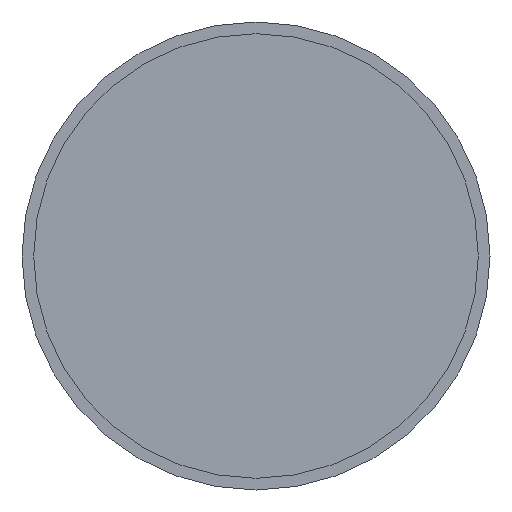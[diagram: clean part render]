
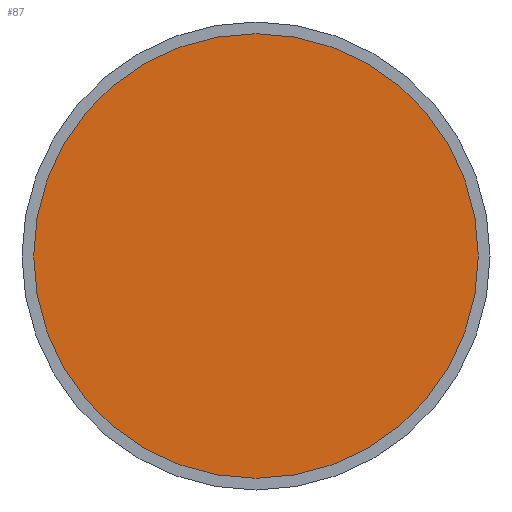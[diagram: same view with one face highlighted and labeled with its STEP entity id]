
A CAD part, front view. The second image highlights one B-rep face of the part: STEP entity #87.
In plain terms, the highlighted planar face has unit normal (0, -1, 0).
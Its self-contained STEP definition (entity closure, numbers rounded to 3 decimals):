
#87 = ADVANCED_FACE( '', ( #185 ), #186, .F. );
#185 = FACE_OUTER_BOUND( '', #317, .T. );
#186 = PLANE( '', #318 );
#317 = EDGE_LOOP( '', ( #465 ) );
#318 = AXIS2_PLACEMENT_3D( '', #466, #467, #468 );
#465 = ORIENTED_EDGE( '', *, *, #518, .T. );
#466 = CARTESIAN_POINT( '', ( 38., -3., 0. ) );
#467 = DIRECTION( '', ( 0., 1., 0. ) );
#468 = DIRECTION( '', ( 0., 0., 1. ) );
#518 = EDGE_CURVE( '', #584, #584, #585, .T. );
#584 = VERTEX_POINT( '', #672 );
#585 = CIRCLE( '', #673, 38. );
#672 = CARTESIAN_POINT( '', ( 0., -3., -38. ) );
#673 = AXIS2_PLACEMENT_3D( '', #764, #765, #766 );
#764 = CARTESIAN_POINT( '', ( 0., -3., 0. ) );
#765 = DIRECTION( '', ( 0., -1., 0. ) );
#766 = DIRECTION( '', ( 0., 0., -1. ) );
